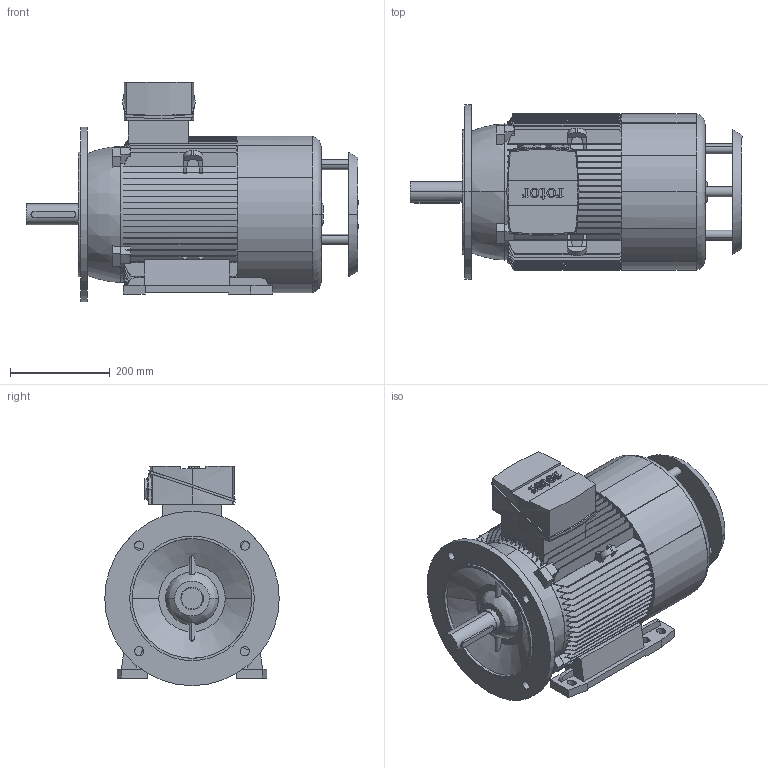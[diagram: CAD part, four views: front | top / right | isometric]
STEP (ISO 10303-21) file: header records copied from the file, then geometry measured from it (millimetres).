
FILE_DESCRIPTION(('CATIA V5 STEP'),'2;1');
FILE_NAME('Dokument.stp','2014-09-02T12:46:36+00:00',('none'),('none'),'CATIA Version 5 Release 19 SP 9 (IN-10)','CATIA V5 STEP AP214','none');
FILE_SCHEMA(('AUTOMOTIVE_DESIGN { 1 0 10303 214 1 1 1 1 }'));
Length unit declared in the file: millimetre
Products named in the file (1): jdCA009vz7
Bounding box: 666 x 350 x 440.04 mm (x, y, z)
Volume: 36223187.7 mm3; surface area: 1625855.6 mm2
Topology: 1 solids, 1 shells, 1012 faces, 3075 edges, 2077 vertices
Faces by surface type: plane 572, cylinder 234, torus 110, bspline 88, cone 8
Entity records: 39572 total; most frequent: CARTESIAN_POINT 14089, ORIENTED_EDGE 6150, DIRECTION 3972, EDGE_CURVE 3075, VERTEX_POINT 2077, VECTOR 1672, LINE 1672, AXIS2_PLACEMENT_3D 1417
